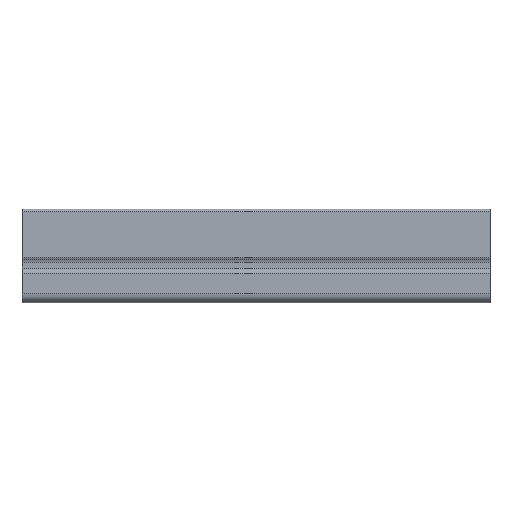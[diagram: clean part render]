
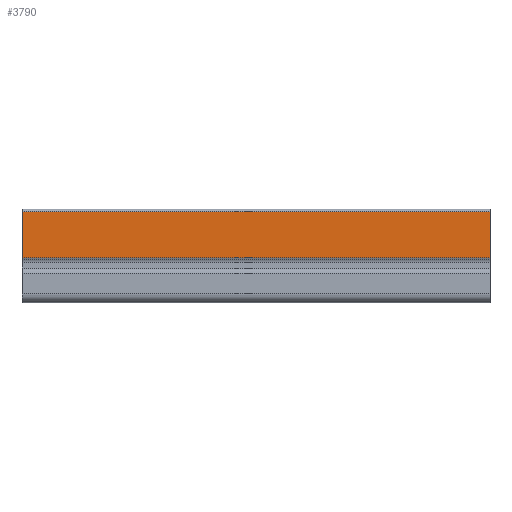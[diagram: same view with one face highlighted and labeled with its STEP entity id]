
A CAD part, left-side view. The second image highlights one B-rep face of the part: STEP entity #3790.
In plain terms, the highlighted planar face has unit normal (-1, 0, 0).
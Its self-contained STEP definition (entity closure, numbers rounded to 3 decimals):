
#260=FACE_OUTER_BOUND('',#458,.T.);
#458=EDGE_LOOP('',(#3061,#3062,#3063,#3064));
#579=LINE('',#5767,#921);
#638=LINE('',#6042,#980);
#777=LINE('',#6433,#1119);
#778=LINE('',#6434,#1120);
#921=VECTOR('',#4505,1000.);
#980=VECTOR('',#4738,1000.);
#1119=VECTOR('',#5187,1000.);
#1120=VECTOR('',#5188,1000.);
#1548=VERTEX_POINT('',#5764);
#1549=VERTEX_POINT('',#5766);
#1678=VERTEX_POINT('',#6040);
#1775=VERTEX_POINT('',#6432);
#1936=EDGE_CURVE('',#1549,#1548,#579,.T.);
#2074=EDGE_CURVE('',#1678,#1548,#638,.T.);
#2269=EDGE_CURVE('',#1775,#1549,#777,.T.);
#2270=EDGE_CURVE('',#1775,#1678,#778,.T.);
#3061=ORIENTED_EDGE('',*,*,#2269,.T.);
#3062=ORIENTED_EDGE('',*,*,#1936,.T.);
#3063=ORIENTED_EDGE('',*,*,#2074,.F.);
#3064=ORIENTED_EDGE('',*,*,#2270,.F.);
#3654=PLANE('',#4221);
#3790=ADVANCED_FACE('',(#260),#3654,.T.);
#4221=AXIS2_PLACEMENT_3D('',#6431,#5185,#5186);
#4505=DIRECTION('',(0.,0.,1.));
#4738=DIRECTION('',(0.,-1.,0.));
#5185=DIRECTION('center_axis',(-1.,0.,0.));
#5186=DIRECTION('ref_axis',(0.,0.,1.));
#5187=DIRECTION('',(0.,-1.,0.));
#5188=DIRECTION('',(0.,0.,1.));
#5764=CARTESIAN_POINT('',(-20.,-100.,39.));
#5766=CARTESIAN_POINT('',(-20.,-100.,19.3));
#5767=CARTESIAN_POINT('',(-20.,-100.,4.));
#6040=CARTESIAN_POINT('',(-20.,100.,39.));
#6042=CARTESIAN_POINT('',(-20.,100.,39.));
#6431=CARTESIAN_POINT('Origin',(-20.,100.,21.5));
#6432=CARTESIAN_POINT('',(-20.,100.,19.3));
#6433=CARTESIAN_POINT('',(-20.,100.,19.3));
#6434=CARTESIAN_POINT('',(-20.,100.,4.));
